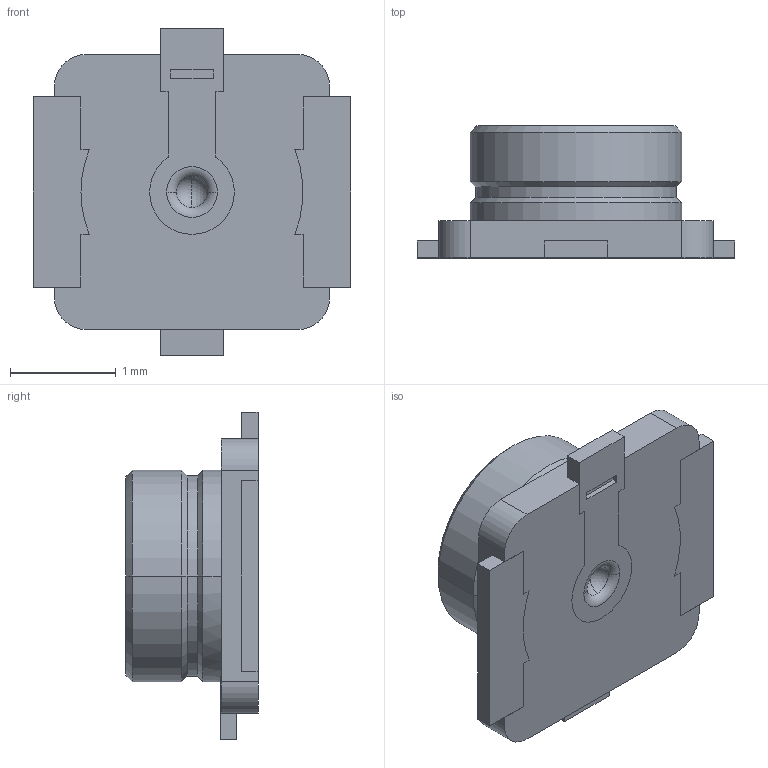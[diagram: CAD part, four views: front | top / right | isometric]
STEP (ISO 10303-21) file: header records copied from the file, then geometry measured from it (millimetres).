
FILE_DESCRIPTION (( 'STEP AP214' ), '1' );
FILE_NAME ('U.FL-R-SMT-1(01).STEP', '2022-08-19T23:34:44', ( '' ), ( '' ), 'SwSTEP 2.0', 'SolidWorks 2017', '' );
FILE_SCHEMA (( 'AUTOMOTIVE_DESIGN' ));
Length unit declared in the file: millimetre
Products named in the file (1): U.FL-R-SMT-1(01)
Bounding box: 3 x 1.25 x 3.1 mm (x, y, z)
Volume: 3.5 mm3; surface area: 41 mm2
Topology: 5 solids, 5 shells, 121 faces, 315 edges, 206 vertices
Faces by surface type: plane 76, cylinder 33, cone 6, sphere 4, torus 2
Entity records: 3745 total; most frequent: CARTESIAN_POINT 637, DIRECTION 637, ORIENTED_EDGE 622, EDGE_CURVE 311, VECTOR 229, LINE 229, AXIS2_PLACEMENT_3D 204, VERTEX_POINT 204
